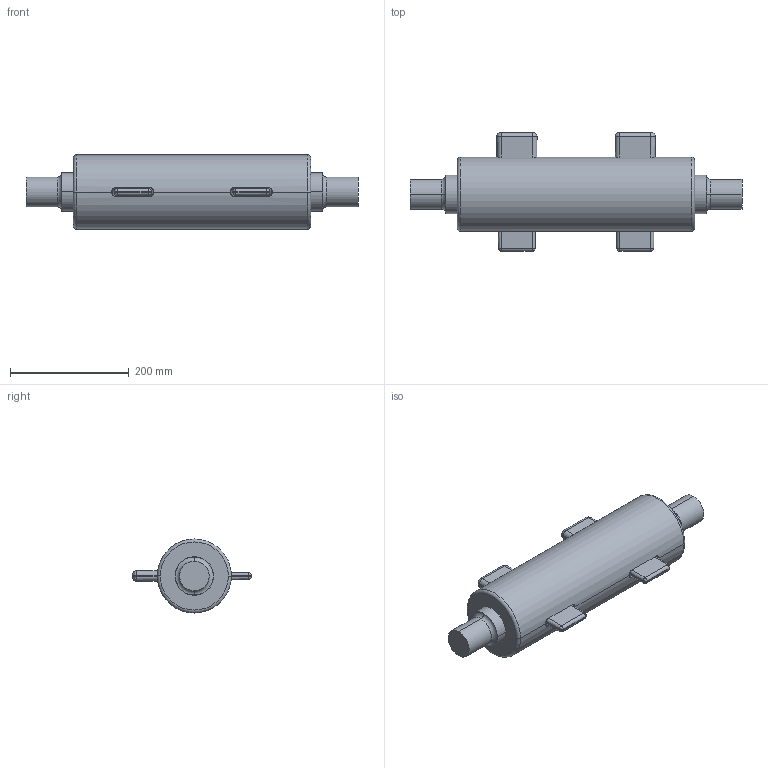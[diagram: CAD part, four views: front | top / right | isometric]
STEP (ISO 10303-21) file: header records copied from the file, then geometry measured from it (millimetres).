
FILE_DESCRIPTION((''),'2;1');
FILE_NAME('COTTER_JOINT_ASM','2020-06-26T11:59:43',('SDR'),(''),'CREO PARAMETRIC BY PTC INC, 2018050','CREO PARAMETRIC BY PTC INC, 2018050','');
FILE_SCHEMA(('CONFIG_CONTROL_DESIGN'));
Length unit declared in the file: millimetre
Products named in the file (4): HUB; SHAFT; COTTER; COTTER_JOINT_ASM
Assembly tree (5 placements, depth 2):
  COTTER_JOINT_ASM
    HUB
    SHAFT  x2
    COTTER  x2
Bounding box: 560 x 200 x 125 mm (x, y, z)
Volume: 5391694.2 mm3; surface area: 464196.6 mm2
Topology: 5 solids, 5 shells, 132 faces, 344 edges, 212 vertices
Faces by surface type: cylinder 52, plane 44, bspline 16, cone 12, torus 8
Entity records: 3480 total; most frequent: CARTESIAN_POINT 1168, ORIENTED_EDGE 484, DIRECTION 460, EDGE_CURVE 242, AXIS2_PLACEMENT_3D 178, VERTEX_POINT 152, VECTOR 104, LINE 104
